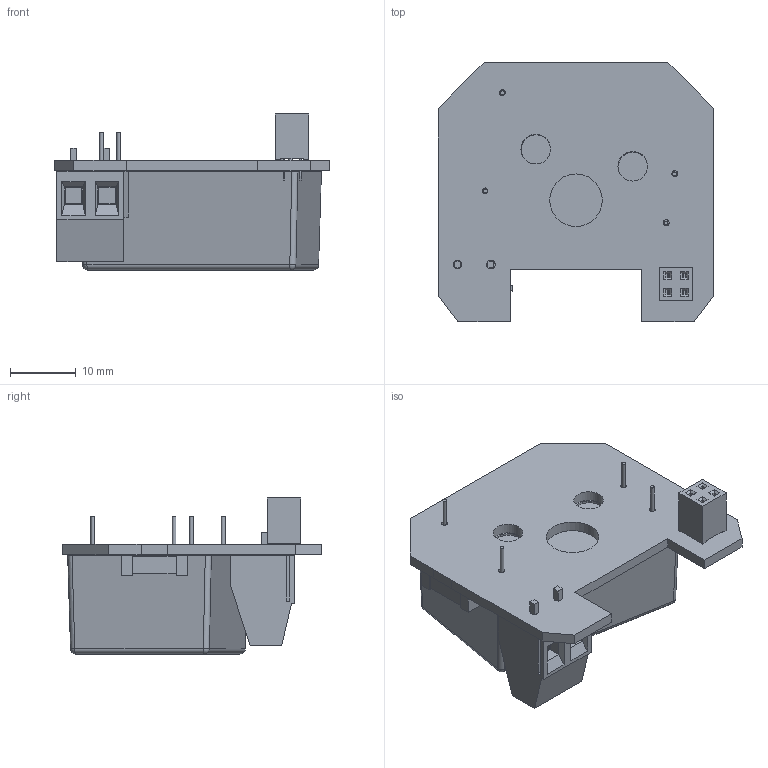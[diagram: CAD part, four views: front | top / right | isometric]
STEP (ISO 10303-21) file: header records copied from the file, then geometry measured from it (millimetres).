
FILE_DESCRIPTION(('KiCad electronic assembly'),'2;1');
FILE_NAME('dimmer_esp_v1_4_power230.step','2024-11-22T20:18:24',( 'Pcbnew'),('Kicad'),'Open CASCADE STEP processor 7.7', 'KiCad to STEP converter','Unknown');
FILE_SCHEMA(('AUTOMOTIVE_DESIGN { 1 0 10303 214 1 1 1 1 }'));
Length unit declared in the file: millimetre
Products named in the file (10): dimmer_esp_v1_4_power230 1; PinSocket_2x02_P2.54mm_Vertical; PinSocket_2x02_P254mm_Vertical; TerminalBlock_Phoenix_MKDS-1,5-2-5.08_1x02_P5.08mm_Horizontal; TerminalBlock_Phoenix_MKDS_15_2_508_1x02_P508mm_Horizontal; 0443.500DR; ASSEMBLY; IRM-01-5; dimmer_esp_v1_power230_PCB
Assembly tree (9 placements, depth 3):
  dimmer_esp_v1_4_power230 1
    PinSocket_2x02_P2.54mm_Vertical
      PinSocket_2x02_P254mm_Vertical
    TerminalBlock_Phoenix_MKDS-1,5-2-5.08_1x02_P5.08mm_Horizontal
      TerminalBlock_Phoenix_MKDS_15_2_508_1x02_P508mm_Horizontal
    0443.500DR
      ASSEMBLY
    IRM-01-5
      IRM-01-5
    dimmer_esp_v1_power230_PCB
Bounding box: 42 x 39.5 x 23.76 mm (x, y, z)
Volume: 14293.8 mm3; surface area: 8000.5 mm2
Topology: 9 solids, 9 shells, 320 faces, 794 edges, 510 vertices
Faces by surface type: plane 277, cylinder 31, bspline 8, sphere 4
Full cylindrical faces by diameter (mm): 0.6 x4, 0.9 x4, 1 x4, 1.3 x2, 3.8 x2, 4 x2, 4.5 x4, 8 x1
Entity records: 11311 total; most frequent: CARTESIAN_POINT 1668, ORIENTED_EDGE 1580, DIRECTION 1516, EDGE_CURVE 790, LINE 680, VECTOR 680, VERTEX_POINT 510, AXIS2_PLACEMENT_3D 418
